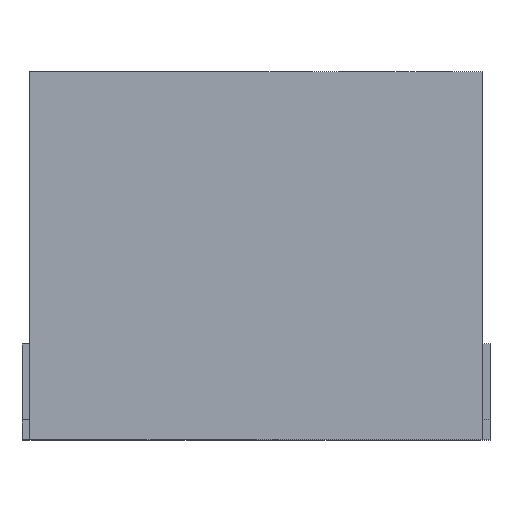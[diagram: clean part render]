
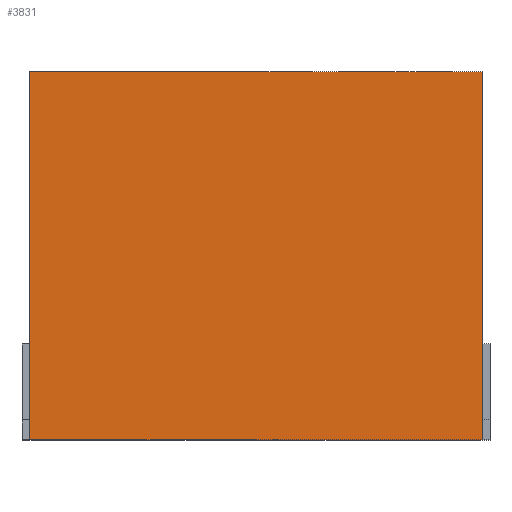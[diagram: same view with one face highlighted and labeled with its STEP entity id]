
A CAD part, top view. The second image highlights one B-rep face of the part: STEP entity #3831.
In plain terms, the highlighted planar face has unit normal (0, 0, 1).
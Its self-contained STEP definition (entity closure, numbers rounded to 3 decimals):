
#790=ORIENTED_EDGE('',*,*,#1584,.T.);
#791=ORIENTED_EDGE('',*,*,#1583,.F.);
#792=ORIENTED_EDGE('',*,*,#1571,.F.);
#793=ORIENTED_EDGE('',*,*,#1223,.T.);
#1223=EDGE_CURVE('',#1764,#1763,#2131,.T.);
#1571=EDGE_CURVE('',#1764,#2006,#2445,.T.);
#1583=EDGE_CURVE('',#2006,#2014,#2455,.T.);
#1584=EDGE_CURVE('',#1763,#2014,#2456,.T.);
#1763=VERTEX_POINT('',#5223);
#1764=VERTEX_POINT('',#5225);
#2006=VERTEX_POINT('',#5923);
#2014=VERTEX_POINT('',#5943);
#2131=LINE('',#5224,#2635);
#2445=LINE('',#5922,#2949);
#2455=LINE('',#5945,#2959);
#2456=LINE('',#5947,#2960);
#2635=VECTOR('',#4223,1000.);
#2949=VECTOR('',#4821,1000.);
#2959=VECTOR('',#4839,1000.);
#2960=VECTOR('',#4842,1000.);
#3242=EDGE_LOOP('',(#790,#791,#792,#793));
#3456=FACE_BOUND('',#3242,.T.);
#3643=PLANE('',#4087);
#3831=ADVANCED_FACE('',(#3456),#3643,.F.);
#4087=AXIS2_PLACEMENT_3D('',#5946,#4840,#4841);
#4223=DIRECTION('',(0.,-1.,0.));
#4821=DIRECTION('',(1.,0.,0.));
#4839=DIRECTION('',(0.,-1.,0.));
#4840=DIRECTION('',(0.,0.,-1.));
#4841=DIRECTION('',(-1.,0.,0.));
#4842=DIRECTION('',(1.,0.,0.));
#5223=CARTESIAN_POINT('',(-5.65,0.,3.5));
#5224=CARTESIAN_POINT('',(-5.65,9.2,3.5));
#5225=CARTESIAN_POINT('',(-5.65,9.2,3.5));
#5922=CARTESIAN_POINT('',(-5.65,9.2,3.5));
#5923=CARTESIAN_POINT('',(5.65,9.2,3.5));
#5943=CARTESIAN_POINT('',(5.65,0.,3.5));
#5945=CARTESIAN_POINT('',(5.65,9.2,3.5));
#5946=CARTESIAN_POINT('',(-5.65,9.2,3.5));
#5947=CARTESIAN_POINT('',(-5.65,0.,3.5));
